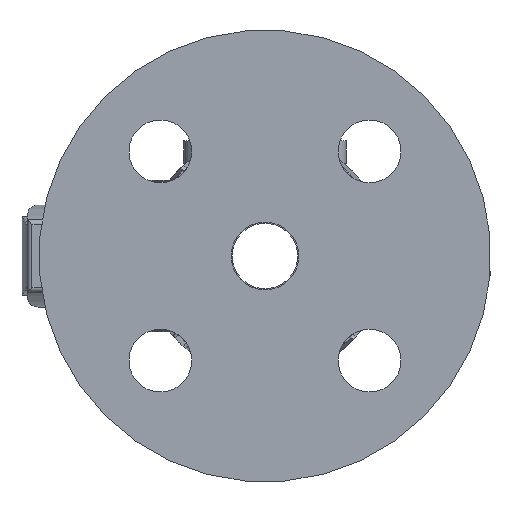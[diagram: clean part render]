
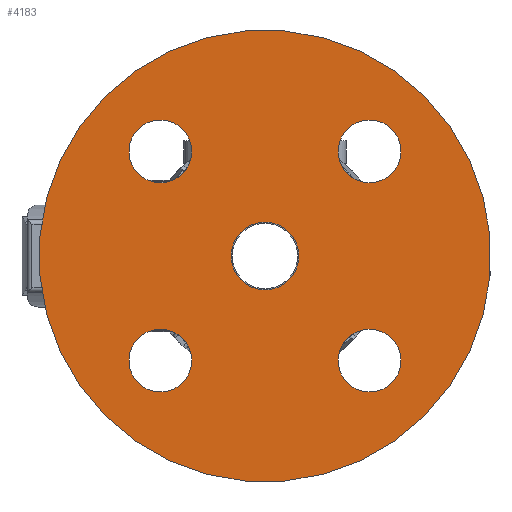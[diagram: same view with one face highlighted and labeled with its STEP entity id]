
A CAD part, left-side view. The second image highlights one B-rep face of the part: STEP entity #4183.
In plain terms, the highlighted planar face has unit normal (-1, 0, 0).
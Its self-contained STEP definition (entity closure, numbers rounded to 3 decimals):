
#4183=ADVANCED_FACE('',(#8371,#8372,#8373,#8374,#8375,#8376),#8377,.T.);
#8371=FACE_BOUND('',#12656,.T.);
#8372=FACE_BOUND('',#12657,.T.);
#8373=FACE_BOUND('',#12658,.T.);
#8374=FACE_BOUND('',#12659,.T.);
#8375=FACE_OUTER_BOUND('',#12660,.T.);
#8376=FACE_BOUND('',#12661,.T.);
#8377=PLANE('',#12662);
#12656=EDGE_LOOP('',(#25595,#25596));
#12657=EDGE_LOOP('',(#25597,#25598));
#12658=EDGE_LOOP('',(#25599,#25600));
#12659=EDGE_LOOP('',(#25601,#25602));
#12660=EDGE_LOOP('',(#25603,#25604));
#12661=EDGE_LOOP('',(#25605,#25606));
#12662=AXIS2_PLACEMENT_3D('',#25607,#25608,#25609);
#25595=ORIENTED_EDGE('',*,*,#30730,.T.);
#25596=ORIENTED_EDGE('',*,*,#30717,.T.);
#25597=ORIENTED_EDGE('',*,*,#30733,.T.);
#25598=ORIENTED_EDGE('',*,*,#30712,.T.);
#25599=ORIENTED_EDGE('',*,*,#30736,.T.);
#25600=ORIENTED_EDGE('',*,*,#30707,.T.);
#25601=ORIENTED_EDGE('',*,*,#30739,.T.);
#25602=ORIENTED_EDGE('',*,*,#30702,.T.);
#25603=ORIENTED_EDGE('',*,*,#30692,.T.);
#25604=ORIENTED_EDGE('',*,*,#30746,.T.);
#25605=ORIENTED_EDGE('',*,*,#30685,.F.);
#25606=ORIENTED_EDGE('',*,*,#30748,.F.);
#25607=CARTESIAN_POINT('',(-65.5,-5.303,5.303));
#25608=DIRECTION('',(-1.0,0.0,0.0));
#25609=DIRECTION('',(0.0,0.707,0.707));
#30685=EDGE_CURVE('',#38211,#38214,#38215,.T.);
#30692=EDGE_CURVE('',#38221,#38225,#38227,.T.);
#30702=EDGE_CURVE('',#38239,#38243,#38245,.T.);
#30707=EDGE_CURVE('',#38248,#38252,#38254,.T.);
#30712=EDGE_CURVE('',#38257,#38261,#38263,.T.);
#30717=EDGE_CURVE('',#38266,#38270,#38272,.T.);
#30730=EDGE_CURVE('',#38270,#38266,#38290,.T.);
#30733=EDGE_CURVE('',#38261,#38257,#38293,.T.);
#30736=EDGE_CURVE('',#38252,#38248,#38296,.T.);
#30739=EDGE_CURVE('',#38243,#38239,#38299,.T.);
#30746=EDGE_CURVE('',#38225,#38221,#38306,.T.);
#30748=EDGE_CURVE('',#38214,#38211,#38308,.T.);
#38211=VERTEX_POINT('',#54420);
#38214=VERTEX_POINT('',#54424);
#38215=CIRCLE('',#54425,7.5);
#38221=VERTEX_POINT('',#54432);
#38225=VERTEX_POINT('',#54437);
#38227=CIRCLE('',#54440,50.0);
#38239=VERTEX_POINT('',#54454);
#38243=VERTEX_POINT('',#54459);
#38245=CIRCLE('',#54462,6.95);
#38248=VERTEX_POINT('',#54465);
#38252=VERTEX_POINT('',#54470);
#38254=CIRCLE('',#54473,6.95);
#38257=VERTEX_POINT('',#54476);
#38261=VERTEX_POINT('',#54481);
#38263=CIRCLE('',#54484,6.95);
#38266=VERTEX_POINT('',#54487);
#38270=VERTEX_POINT('',#54492);
#38272=CIRCLE('',#54495,6.95);
#38290=CIRCLE('',#54515,6.95);
#38293=CIRCLE('',#54518,6.95);
#38296=CIRCLE('',#54521,6.95);
#38299=CIRCLE('',#54524,6.95);
#38306=CIRCLE('',#54531,50.0);
#38308=CIRCLE('',#54533,7.5);
#54420=CARTESIAN_POINT('',(-65.5,-5.303,5.303));
#54424=CARTESIAN_POINT('',(-65.5,5.303,-5.303));
#54425=AXIS2_PLACEMENT_3D('',#59939,#59940,#59941);
#54432=CARTESIAN_POINT('',(-65.5,-35.355,35.355));
#54437=CARTESIAN_POINT('',(-65.5,35.355,-35.355));
#54440=AXIS2_PLACEMENT_3D('',#59951,#59952,#59953);
#54454=CARTESIAN_POINT('',(-65.5,-28.072,-28.072));
#54459=CARTESIAN_POINT('',(-65.5,-18.243,-18.243));
#54462=AXIS2_PLACEMENT_3D('',#59967,#59968,#59969);
#54465=CARTESIAN_POINT('',(-65.5,-28.072,28.072));
#54470=CARTESIAN_POINT('',(-65.5,-18.243,18.243));
#54473=AXIS2_PLACEMENT_3D('',#59975,#59976,#59977);
#54476=CARTESIAN_POINT('',(-65.5,28.072,28.072));
#54481=CARTESIAN_POINT('',(-65.5,18.243,18.243));
#54484=AXIS2_PLACEMENT_3D('',#59983,#59984,#59985);
#54487=CARTESIAN_POINT('',(-65.5,28.072,-28.072));
#54492=CARTESIAN_POINT('',(-65.5,18.243,-18.243));
#54495=AXIS2_PLACEMENT_3D('',#59991,#59992,#59993);
#54515=AXIS2_PLACEMENT_3D('',#60014,#60015,#60016);
#54518=AXIS2_PLACEMENT_3D('',#60020,#60021,#60022);
#54521=AXIS2_PLACEMENT_3D('',#60026,#60027,#60028);
#54524=AXIS2_PLACEMENT_3D('',#60032,#60033,#60034);
#54531=AXIS2_PLACEMENT_3D('',#60044,#60045,#60046);
#54533=AXIS2_PLACEMENT_3D('',#60047,#60048,#60049);
#59939=CARTESIAN_POINT('',(-65.5,0.0,0.0));
#59940=DIRECTION('',(-1.0,0.0,0.0));
#59941=DIRECTION('',(0.0,0.707,0.707));
#59951=CARTESIAN_POINT('',(-65.5,0.0,0.0));
#59952=DIRECTION('',(-1.0,0.0,0.0));
#59953=DIRECTION('',(0.0,0.707,0.707));
#59967=CARTESIAN_POINT('',(-65.5,-23.158,-23.158));
#59968=DIRECTION('',(1.0,0.0,0.0));
#59969=DIRECTION('',(0.0,-0.707,-0.707));
#59975=CARTESIAN_POINT('',(-65.5,-23.158,23.158));
#59976=DIRECTION('',(1.0,0.0,0.0));
#59977=DIRECTION('',(0.0,-0.707,0.707));
#59983=CARTESIAN_POINT('',(-65.5,23.158,23.158));
#59984=DIRECTION('',(1.0,0.0,-0.0));
#59985=DIRECTION('',(0.0,0.707,0.707));
#59991=CARTESIAN_POINT('',(-65.5,23.158,-23.158));
#59992=DIRECTION('',(1.0,0.0,0.0));
#59993=DIRECTION('',(0.0,0.707,-0.707));
#60014=CARTESIAN_POINT('',(-65.5,23.158,-23.158));
#60015=DIRECTION('',(1.0,0.0,0.0));
#60016=DIRECTION('',(0.0,0.707,-0.707));
#60020=CARTESIAN_POINT('',(-65.5,23.158,23.158));
#60021=DIRECTION('',(1.0,0.0,-0.0));
#60022=DIRECTION('',(0.0,0.707,0.707));
#60026=CARTESIAN_POINT('',(-65.5,-23.158,23.158));
#60027=DIRECTION('',(1.0,0.0,0.0));
#60028=DIRECTION('',(0.0,-0.707,0.707));
#60032=CARTESIAN_POINT('',(-65.5,-23.158,-23.158));
#60033=DIRECTION('',(1.0,0.0,0.0));
#60034=DIRECTION('',(0.0,-0.707,-0.707));
#60044=CARTESIAN_POINT('',(-65.5,0.0,0.0));
#60045=DIRECTION('',(-1.0,0.0,0.0));
#60046=DIRECTION('',(0.0,0.707,0.707));
#60047=CARTESIAN_POINT('',(-65.5,0.0,0.0));
#60048=DIRECTION('',(-1.0,0.0,0.0));
#60049=DIRECTION('',(0.0,0.707,0.707));
